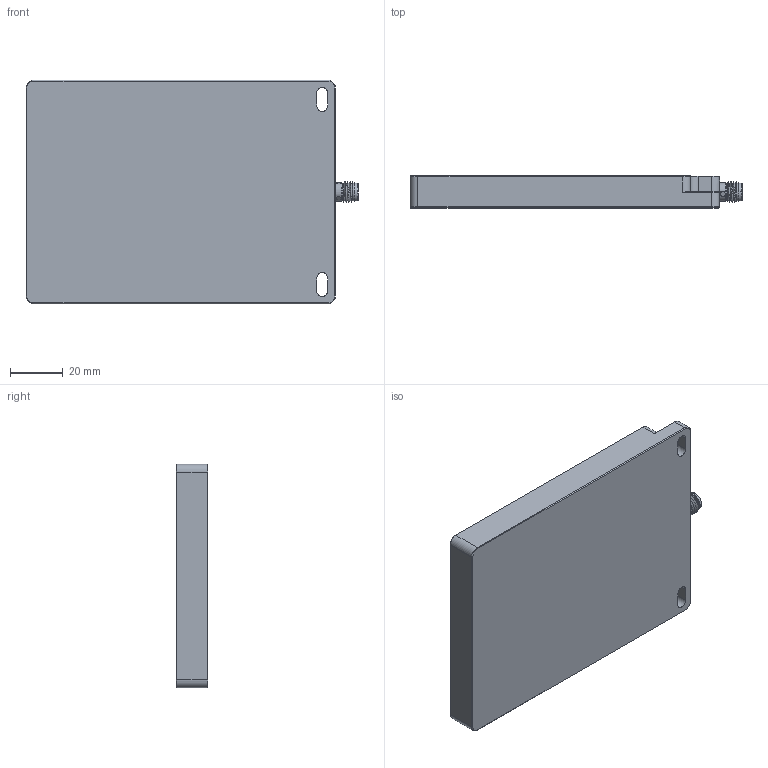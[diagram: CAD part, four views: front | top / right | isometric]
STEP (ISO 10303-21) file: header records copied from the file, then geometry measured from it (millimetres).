
FILE_DESCRIPTION (( 'STEP AP203' ), '1' );
FILE_NAME ('BLS-075-075-LL4-OUTLINE.STEP', '2021-09-07T08:06:41', ( '' ), ( '' ), 'SwSTEP 2.0', 'SolidWorks 2020', '' );
FILE_SCHEMA (( 'CONFIG_CONTROL_DESIGN' ));
Length unit declared in the file: millimetre
Products named in the file (1): BLS-075-075-LL4-OUTLINE
Bounding box: 125.5 x 12 x 84.5 mm (x, y, z)
Surface area: 25803 mm2 (no closed solid volume)
Topology: 0 solids, 7 shells, 121 faces, 329 edges, 207 vertices
Faces by surface type: plane 50, cylinder 44, cone 20, bspline 7
Entity records: 4517 total; most frequent: CARTESIAN_POINT 1442, DIRECTION 645, ORIENTED_EDGE 592, EDGE_CURVE 321, AXIS2_PLACEMENT_3D 238, VERTEX_POINT 207, VECTOR 169, LINE 169
